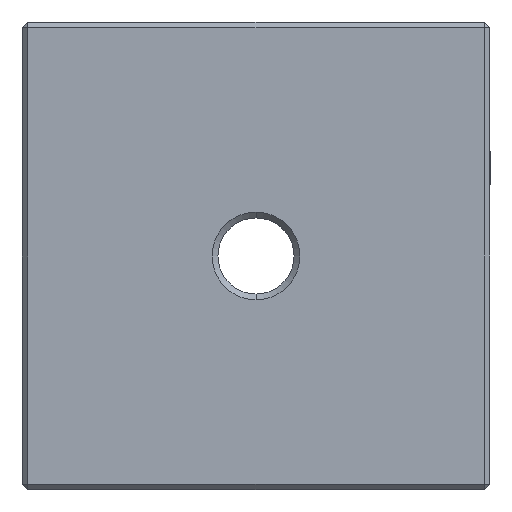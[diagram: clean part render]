
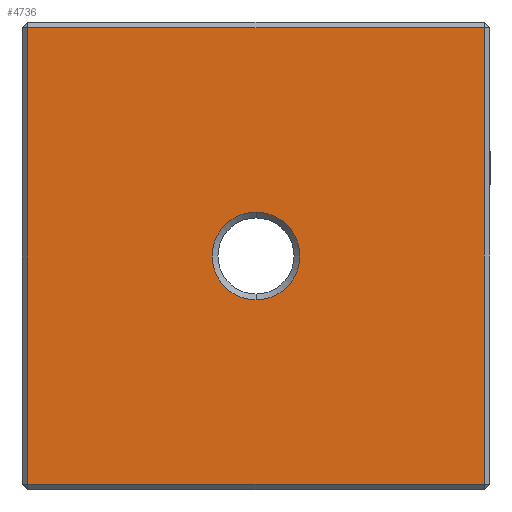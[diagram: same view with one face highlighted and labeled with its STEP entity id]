
A CAD part, front view. The second image highlights one B-rep face of the part: STEP entity #4736.
In plain terms, the highlighted planar face has unit normal (0, -1, 0).
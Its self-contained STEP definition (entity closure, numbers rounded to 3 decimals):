
#467 = CARTESIAN_POINT ( 'NONE',  ( 19.5, 0., -19.5 ) ) ;
#660 = DIRECTION ( 'NONE',  ( 0., 0., -1. ) ) ;
#661 = DIRECTION ( 'NONE',  ( 0., -1., 0. ) ) ;
#665 = CARTESIAN_POINT ( 'NONE',  ( 0., 0., 0. ) ) ;
#666 = FACE_OUTER_BOUND ( 'NONE', #4738, .T. ) ;
#672 = PLANE ( 'NONE',  #727 ) ;
#675 = FACE_BOUND ( 'NONE', #4918, .T. ) ;
#727 = AXIS2_PLACEMENT_3D ( 'NONE', #665, #661, #660 ) ;
#871 = DIRECTION ( 'NONE',  ( 0., 0., -1. ) ) ;
#872 = DIRECTION ( 'NONE',  ( 0., 1., 0. ) ) ;
#880 = CARTESIAN_POINT ( 'NONE',  ( 0., 0., 0. ) ) ;
#882 = AXIS2_PLACEMENT_3D ( 'NONE', #880, #872, #871 ) ;
#927 = CARTESIAN_POINT ( 'NONE',  ( 19.5, 0., 19.5 ) ) ;
#967 = DIRECTION ( 'NONE',  ( 1., 0., 0. ) ) ;
#968 = VECTOR ( 'NONE', #967, 1000. ) ;
#969 = CARTESIAN_POINT ( 'NONE',  ( 20., 0., -19.5 ) ) ;
#970 = LINE ( 'NONE', #969, #968 ) ;
#972 = DIRECTION ( 'NONE',  ( 0., 0., -1. ) ) ;
#973 = VECTOR ( 'NONE', #972, 1000. ) ;
#974 = CARTESIAN_POINT ( 'NONE',  ( -19.5, 0., -20. ) ) ;
#975 = LINE ( 'NONE', #974, #973 ) ;
#1000 = CIRCLE ( 'NONE', #882, 3.75 ) ;
#1027 = LINE ( 'NONE', #1123, #1126 ) ;
#1032 = CARTESIAN_POINT ( 'NONE',  ( -19.5, 0., -19.5 ) ) ;
#1034 = LINE ( 'NONE', #1120, #1119 ) ;
#1099 = DIRECTION ( 'NONE',  ( -1., 0., 0. ) ) ;
#1118 = DIRECTION ( 'NONE',  ( 0., 0., 1. ) ) ;
#1119 = VECTOR ( 'NONE', #1118, 1000. ) ;
#1120 = CARTESIAN_POINT ( 'NONE',  ( 19.5, 0., 20. ) ) ;
#1122 = CARTESIAN_POINT ( 'NONE',  ( -19.5, 0., 19.5 ) ) ;
#1123 = CARTESIAN_POINT ( 'NONE',  ( -20., 0., 19.5 ) ) ;
#1126 = VECTOR ( 'NONE', #1099, 1000. ) ;
#1564 = VERTEX_POINT ( 'NONE', #3828 ) ;
#1569 = EDGE_CURVE ( 'NONE', #1570, #1564, #3820, .T. ) ;
#1570 = VERTEX_POINT ( 'NONE', #3821 ) ;
#3815 = DIRECTION ( 'NONE',  ( 0., 0., -1. ) ) ;
#3816 = DIRECTION ( 'NONE',  ( 0., 1., 0. ) ) ;
#3817 = CARTESIAN_POINT ( 'NONE',  ( 0., 0., 0. ) ) ;
#3818 = AXIS2_PLACEMENT_3D ( 'NONE', #3817, #3816, #3815 ) ;
#3820 = CIRCLE ( 'NONE', #3818, 3.75 ) ;
#3821 = CARTESIAN_POINT ( 'NONE',  ( 0., 0., -3.75 ) ) ;
#3828 = CARTESIAN_POINT ( 'NONE',  ( 0., 0., 3.75 ) ) ;
#4701 = ORIENTED_EDGE ( 'NONE', *, *, #4912, .T. ) ;
#4702 = VERTEX_POINT ( 'NONE', #467 ) ;
#4736 = ADVANCED_FACE ( 'NONE', ( #675, #666 ), #672, .T. ) ;
#4737 = ORIENTED_EDGE ( 'NONE', *, *, #1569, .T. ) ;
#4738 = EDGE_LOOP ( 'NONE', ( #4701, #4843, #4842, #4846 ) ) ;
#4810 = EDGE_CURVE ( 'NONE', #1564, #1570, #1000, .T. ) ;
#4819 = ORIENTED_EDGE ( 'NONE', *, *, #4810, .T. ) ;
#4841 = VERTEX_POINT ( 'NONE', #927 ) ;
#4842 = ORIENTED_EDGE ( 'NONE', *, *, #4844, .T. ) ;
#4843 = ORIENTED_EDGE ( 'NONE', *, *, #4910, .T. ) ;
#4844 = EDGE_CURVE ( 'NONE', #4914, #4913, #975, .T. ) ;
#4846 = ORIENTED_EDGE ( 'NONE', *, *, #4847, .T. ) ;
#4847 = EDGE_CURVE ( 'NONE', #4913, #4702, #970, .T. ) ;
#4910 = EDGE_CURVE ( 'NONE', #4841, #4914, #1027, .T. ) ;
#4912 = EDGE_CURVE ( 'NONE', #4702, #4841, #1034, .T. ) ;
#4913 = VERTEX_POINT ( 'NONE', #1032 ) ;
#4914 = VERTEX_POINT ( 'NONE', #1122 ) ;
#4918 = EDGE_LOOP ( 'NONE', ( #4737, #4819 ) ) ;
